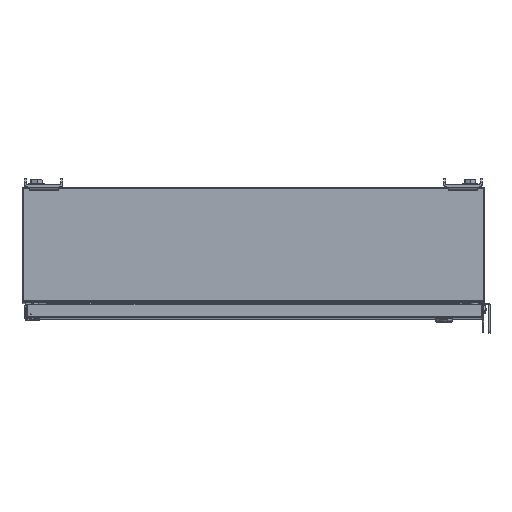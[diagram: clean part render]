
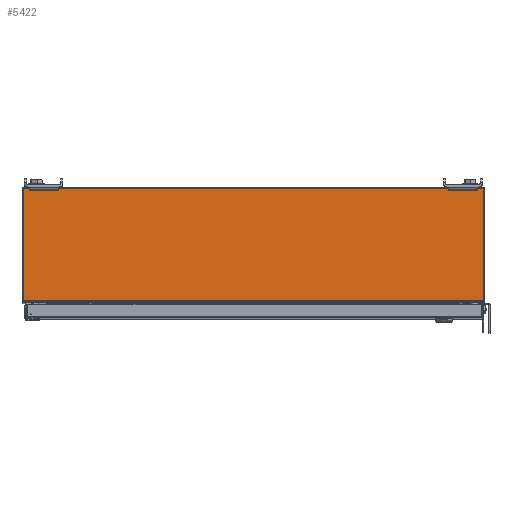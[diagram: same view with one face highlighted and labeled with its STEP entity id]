
A CAD part, top view. The second image highlights one B-rep face of the part: STEP entity #5422.
In plain terms, the highlighted planar face has unit normal (0, 0, 1).
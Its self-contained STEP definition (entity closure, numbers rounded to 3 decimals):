
#5422 = ADVANCED_FACE( '', ( #12318 ), #12319, .F. );
#12318 = FACE_OUTER_BOUND( '', #26794, .T. );
#12319 = PLANE( '', #26795 );
#26794 = EDGE_LOOP( '', ( #67678, #67679, #67680, #67681 ) );
#26795 = AXIS2_PLACEMENT_3D( '', #67682, #67683, #67684 );
#67678 = ORIENTED_EDGE( '', *, *, #92346, .T. );
#67679 = ORIENTED_EDGE( '', *, *, #92347, .T. );
#67680 = ORIENTED_EDGE( '', *, *, #92348, .F. );
#67681 = ORIENTED_EDGE( '', *, *, #92349, .T. );
#67682 = CARTESIAN_POINT( '', ( 2120.748, 0., 457.2 ) );
#67683 = DIRECTION( '', ( 0., 0., -1. ) );
#67684 = DIRECTION( '', ( 0., 1., 0. ) );
#92346 = EDGE_CURVE( '', #104071, #104072, #104073, .T. );
#92347 = EDGE_CURVE( '', #104072, #104074, #104075, .T. );
#92348 = EDGE_CURVE( '', #104076, #104074, #104077, .T. );
#92349 = EDGE_CURVE( '', #104076, #104071, #104078, .T. );
#104071 = VERTEX_POINT( '', #127214 );
#104072 = VERTEX_POINT( '', #127215 );
#104073 = LINE( '', #127216, #127217 );
#104074 = VERTEX_POINT( '', #127218 );
#104075 = LINE( '', #127219, #127220 );
#104076 = VERTEX_POINT( '', #127221 );
#104077 = LINE( '', #127222, #127223 );
#104078 = LINE( '', #127224, #127225 );
#127214 = CARTESIAN_POINT( '', ( -303.273, -2.337, 457.2 ) );
#127215 = CARTESIAN_POINT( '', ( -303.273, -150.063, 457.2 ) );
#127216 = CARTESIAN_POINT( '', ( -303.273, -2.337, 457.2 ) );
#127217 = VECTOR( '', #148596, 1000. );
#127218 = CARTESIAN_POINT( '', ( 303.273, -150.063, 457.2 ) );
#127219 = CARTESIAN_POINT( '', ( -303.273, -150.063, 457.2 ) );
#127220 = VECTOR( '', #148597, 1000. );
#127221 = CARTESIAN_POINT( '', ( 303.273, -2.337, 457.2 ) );
#127222 = CARTESIAN_POINT( '', ( 303.273, -2.337, 457.2 ) );
#127223 = VECTOR( '', #148598, 1000. );
#127224 = CARTESIAN_POINT( '', ( 2120.748, -2.337, 457.2 ) );
#127225 = VECTOR( '', #148599, 1000. );
#148596 = DIRECTION( '', ( 0., -1., 0. ) );
#148597 = DIRECTION( '', ( 1., 0., 0. ) );
#148598 = DIRECTION( '', ( 0., -1., 0. ) );
#148599 = DIRECTION( '', ( -1., 0., 0. ) );
